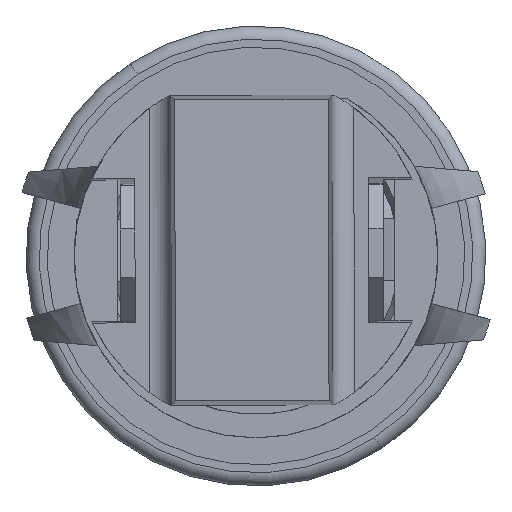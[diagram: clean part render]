
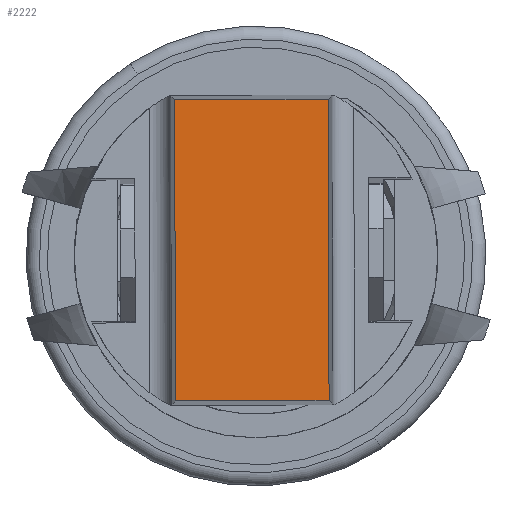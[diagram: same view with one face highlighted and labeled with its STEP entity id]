
A CAD part, front view. The second image highlights one B-rep face of the part: STEP entity #2222.
In plain terms, the highlighted planar face has unit normal (0, -1, 0.001).
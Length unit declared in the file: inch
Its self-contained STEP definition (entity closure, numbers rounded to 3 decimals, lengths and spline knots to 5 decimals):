
#462 = ORIENTED_EDGE ( 'NONE', *, *, #2191, .F. ) ;
#878 = EDGE_CURVE ( 'NONE', #7362, #9451, #1588, .T. ) ;
#1324 = VECTOR ( 'NONE', #1443, 39.37008 ) ;
#1427 = VECTOR ( 'NONE', #6847, 39.37008 ) ;
#1443 = DIRECTION ( 'NONE',  ( -1., 0., 0. ) ) ;
#1588 = LINE ( 'NONE', #3035, #1324 ) ;
#1933 = LINE ( 'NONE', #3611, #10116 ) ;
#2191 = EDGE_CURVE ( 'NONE', #9451, #7699, #9097, .T. ) ;
#2222 = ADVANCED_FACE ( 'NONE', ( #4394 ), #3033, .F. ) ;
#2566 = VECTOR ( 'NONE', #10148, 39.37008 ) ;
#3002 = CARTESIAN_POINT ( 'NONE',  ( -0.20612, -0.337, 0.111 ) ) ;
#3033 = PLANE ( 'NONE',  #10038 ) ;
#3035 = CARTESIAN_POINT ( 'NONE',  ( 0.212, -0.337, -0.10512 ) ) ;
#3072 = DIRECTION ( 'NONE',  ( 0., 0., 1. ) ) ;
#3490 = CARTESIAN_POINT ( 'NONE',  ( 0.20612, -0.337, -0.10512 ) ) ;
#3611 = CARTESIAN_POINT ( 'NONE',  ( 0.212, -0.337, 0.10512 ) ) ;
#3860 = ORIENTED_EDGE ( 'NONE', *, *, #878, .F. ) ;
#4324 = CARTESIAN_POINT ( 'NONE',  ( 0.20612, -0.337, 0.10512 ) ) ;
#4394 = FACE_OUTER_BOUND ( 'NONE', #9908, .T. ) ;
#4412 = ORIENTED_EDGE ( 'NONE', *, *, #9360, .F. ) ;
#4694 = CARTESIAN_POINT ( 'NONE',  ( -0.20612, -0.337, 0.10512 ) ) ;
#5328 = CARTESIAN_POINT ( 'NONE',  ( -0.20612, -0.337, -0.10512 ) ) ;
#6230 = CARTESIAN_POINT ( 'NONE',  ( 0.212, -0.337, 0.111 ) ) ;
#6641 = EDGE_CURVE ( 'NONE', #7945, #7362, #9867, .T. ) ;
#6847 = DIRECTION ( 'NONE',  ( 0., 0., -1. ) ) ;
#7362 = VERTEX_POINT ( 'NONE', #3490 ) ;
#7570 = CARTESIAN_POINT ( 'NONE',  ( 0.20612, -0.337, 0.111 ) ) ;
#7699 = VERTEX_POINT ( 'NONE', #4694 ) ;
#7815 = DIRECTION ( 'NONE',  ( 0., 1., 0. ) ) ;
#7945 = VERTEX_POINT ( 'NONE', #4324 ) ;
#9062 = ORIENTED_EDGE ( 'NONE', *, *, #6641, .F. ) ;
#9097 = LINE ( 'NONE', #3002, #2566 ) ;
#9132 = DIRECTION ( 'NONE',  ( 1., 0., 0. ) ) ;
#9360 = EDGE_CURVE ( 'NONE', #7699, #7945, #1933, .T. ) ;
#9451 = VERTEX_POINT ( 'NONE', #5328 ) ;
#9867 = LINE ( 'NONE', #7570, #1427 ) ;
#9908 = EDGE_LOOP ( 'NONE', ( #3860, #9062, #4412, #462 ) ) ;
#10038 = AXIS2_PLACEMENT_3D ( 'NONE', #6230, #7815, #3072 ) ;
#10116 = VECTOR ( 'NONE', #9132, 39.37008 ) ;
#10148 = DIRECTION ( 'NONE',  ( 0., 0., 1. ) ) ;
